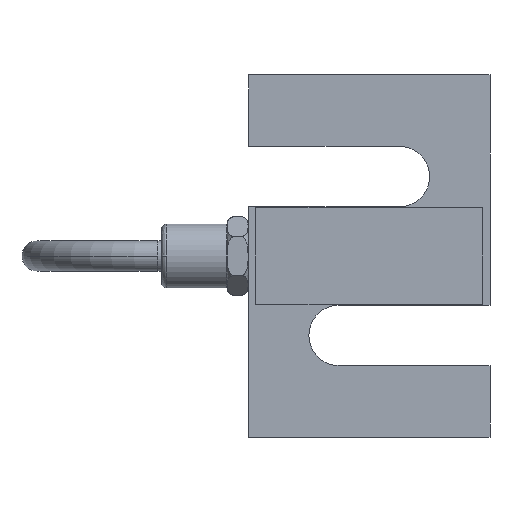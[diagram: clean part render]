
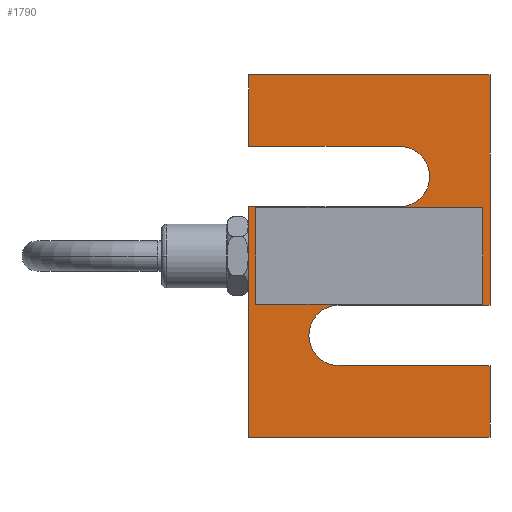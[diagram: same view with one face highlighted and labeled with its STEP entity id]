
A CAD part, front view. The second image highlights one B-rep face of the part: STEP entity #1790.
In plain terms, the highlighted planar face has unit normal (0, -1, 0).
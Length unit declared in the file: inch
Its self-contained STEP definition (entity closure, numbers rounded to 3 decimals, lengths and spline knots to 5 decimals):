
#61 = LINE ( 'NONE', #62, #63 ) ;
#62 = CARTESIAN_POINT ( 'NONE',  ( -0.93, -0.5, -1.5 ) ) ;
#63 = VECTOR ( 'NONE', #64, 39.37008 ) ;
#64 = DIRECTION ( 'NONE',  ( 0., 0., -1. ) ) ;
#184 = CARTESIAN_POINT ( 'NONE',  ( -1., -0.5, -0.5925 ) ) ;
#213 = CARTESIAN_POINT ( 'NONE',  ( -1., -0.5, -3. ) ) ;
#261 = CARTESIAN_POINT ( 'NONE',  ( 1., -0.5, 0. ) ) ;
#273 = LINE ( 'NONE', #274, #275 ) ;
#274 = CARTESIAN_POINT ( 'NONE',  ( 0., -0.5, -1.9075 ) ) ;
#275 = VECTOR ( 'NONE', #276, 39.37008 ) ;
#276 = DIRECTION ( 'NONE',  ( -1., 0., 0. ) ) ;
#396 = ORIENTED_EDGE ( 'NONE', *, *, #774, .F. ) ;
#637 = EDGE_CURVE ( 'NONE', #2000, #793, #2333, .T. ) ;
#670 = VERTEX_POINT ( 'NONE', #937 ) ;
#720 = EDGE_CURVE ( 'NONE', #1873, #1414, #1106, .T. ) ;
#721 = EDGE_CURVE ( 'NONE', #1807, #670, #1112, .T. ) ;
#741 = ORIENTED_EDGE ( 'NONE', *, *, #720, .T. ) ;
#756 = EDGE_CURVE ( 'NONE', #2020, #2000, #1623, .T. ) ;
#766 = VERTEX_POINT ( 'NONE', #1699 ) ;
#774 = EDGE_CURVE ( 'NONE', #1976, #1414, #1736, .T. ) ;
#780 = ORIENTED_EDGE ( 'NONE', *, *, #1815, .F. ) ;
#788 = EDGE_CURVE ( 'NONE', #1806, #766, #61, .T. ) ;
#793 = VERTEX_POINT ( 'NONE', #184 ) ;
#799 = VERTEX_POINT ( 'NONE', #261 ) ;
#801 = EDGE_CURVE ( 'NONE', #862, #1807, #273, .T. ) ;
#803 = ORIENTED_EDGE ( 'NONE', *, *, #1784, .F. ) ;
#830 = ORIENTED_EDGE ( 'NONE', *, *, #756, .F. ) ;
#842 = ORIENTED_EDGE ( 'NONE', *, *, #801, .F. ) ;
#862 = VERTEX_POINT ( 'NONE', #2307 ) ;
#865 = ORIENTED_EDGE ( 'NONE', *, *, #637, .F. ) ;
#872 = ORIENTED_EDGE ( 'NONE', *, *, #721, .F. ) ;
#886 = VERTEX_POINT ( 'NONE', #1220 ) ;
#893 = ORIENTED_EDGE ( 'NONE', *, *, #1092, .F. ) ;
#902 = ORIENTED_EDGE ( 'NONE', *, *, #1977, .F. ) ;
#925 = VERTEX_POINT ( 'NONE', #1650 ) ;
#937 = CARTESIAN_POINT ( 'NONE',  ( -0.25, -0.5, -2.4075 ) ) ;
#1012 = LINE ( 'NONE', #1013, #1014 ) ;
#1013 = CARTESIAN_POINT ( 'NONE',  ( 0., -0.5, -1.0925 ) ) ;
#1014 = VECTOR ( 'NONE', #1015, 39.37008 ) ;
#1015 = DIRECTION ( 'NONE',  ( 1., 0., 0. ) ) ;
#1017 = ORIENTED_EDGE ( 'NONE', *, *, #1978, .F. ) ;
#1039 = LINE ( 'NONE', #1040, #1041 ) ;
#1040 = CARTESIAN_POINT ( 'NONE',  ( 0., -0.5, -1.11 ) ) ;
#1041 = VECTOR ( 'NONE', #1042, 39.37008 ) ;
#1042 = DIRECTION ( 'NONE',  ( -1., 0., 0. ) ) ;
#1092 = EDGE_CURVE ( 'NONE', #793, #886, #1740, .T. ) ;
#1099 = CARTESIAN_POINT ( 'NONE',  ( 0.25, -0.5, -0.5925 ) ) ;
#1106 = LINE ( 'NONE', #1107, #1108 ) ;
#1107 = CARTESIAN_POINT ( 'NONE',  ( -1., -0.5, -2.04625 ) ) ;
#1108 = VECTOR ( 'NONE', #1111, 39.37008 ) ;
#1111 = DIRECTION ( 'NONE',  ( 0., 0., -1. ) ) ;
#1112 = CIRCLE ( 'NONE', #1113, 0.25 ) ;
#1113 = AXIS2_PLACEMENT_3D ( 'NONE', #1114, #1115, #1116 ) ;
#1114 = CARTESIAN_POINT ( 'NONE',  ( -0.25, -0.5, -2.1575 ) ) ;
#1115 = DIRECTION ( 'NONE',  ( 0., -1., 0. ) ) ;
#1116 = DIRECTION ( 'NONE',  ( 0., 0., -1. ) ) ;
#1220 = CARTESIAN_POINT ( 'NONE',  ( -1., -0.5, 0. ) ) ;
#1336 = CARTESIAN_POINT ( 'NONE',  ( 0.25, -0.5, -1.0925 ) ) ;
#1414 = VERTEX_POINT ( 'NONE', #213 ) ;
#1442 = LINE ( 'NONE', #1443, #1444 ) ;
#1443 = CARTESIAN_POINT ( 'NONE',  ( 0.93, -0.5, -1.5 ) ) ;
#1444 = VECTOR ( 'NONE', #1445, 39.37008 ) ;
#1445 = DIRECTION ( 'NONE',  ( 0., 0., 1. ) ) ;
#1575 = CARTESIAN_POINT ( 'NONE',  ( 0.93, -0.5, -1.11 ) ) ;
#1614 = EDGE_LOOP ( 'NONE', ( #1017, #893, #865, #830, #780, #741, #396, #1653, #902, #872, #842, #803 ) ) ;
#1623 = CIRCLE ( 'NONE', #1624, 0.25 ) ;
#1624 = AXIS2_PLACEMENT_3D ( 'NONE', #1625, #1626, #1627 ) ;
#1625 = CARTESIAN_POINT ( 'NONE',  ( 0.25, -0.5, -0.8425 ) ) ;
#1626 = DIRECTION ( 'NONE',  ( 0., -1., 0. ) ) ;
#1627 = DIRECTION ( 'NONE',  ( 0., 0., -1. ) ) ;
#1650 = CARTESIAN_POINT ( 'NONE',  ( 1., -0.5, -2.4075 ) ) ;
#1653 = ORIENTED_EDGE ( 'NONE', *, *, #1808, .F. ) ;
#1699 = CARTESIAN_POINT ( 'NONE',  ( -0.93, -0.5, -1.89 ) ) ;
#1710 = CARTESIAN_POINT ( 'NONE',  ( -1., -0.5, -1.0925 ) ) ;
#1736 = LINE ( 'NONE', #1737, #1738 ) ;
#1737 = CARTESIAN_POINT ( 'NONE',  ( 0., -0.5, -3. ) ) ;
#1738 = VECTOR ( 'NONE', #1739, 39.37008 ) ;
#1739 = DIRECTION ( 'NONE',  ( -1., 0., 0. ) ) ;
#1740 = LINE ( 'NONE', #1741, #1742 ) ;
#1741 = CARTESIAN_POINT ( 'NONE',  ( -1., -0.5, -1.5 ) ) ;
#1742 = VECTOR ( 'NONE', #1743, 39.37008 ) ;
#1743 = DIRECTION ( 'NONE',  ( 0., 0., 1. ) ) ;
#1762 = ORIENTED_EDGE ( 'NONE', *, *, #2025, .F. ) ;
#1770 = EDGE_LOOP ( 'NONE', ( #1870, #1836, #1805, #1762 ) ) ;
#1784 = EDGE_CURVE ( 'NONE', #799, #862, #2162, .T. ) ;
#1790 = ADVANCED_FACE ( 'NONE', ( #2213, #2214 ), #2215, .F. ) ;
#1805 = ORIENTED_EDGE ( 'NONE', *, *, #1819, .F. ) ;
#1806 = VERTEX_POINT ( 'NONE', #2312 ) ;
#1807 = VERTEX_POINT ( 'NONE', #2313 ) ;
#1808 = EDGE_CURVE ( 'NONE', #925, #1976, #2323, .T. ) ;
#1815 = EDGE_CURVE ( 'NONE', #1873, #2020, #1012, .T. ) ;
#1819 = EDGE_CURVE ( 'NONE', #2186, #1806, #1039, .T. ) ;
#1836 = ORIENTED_EDGE ( 'NONE', *, *, #788, .F. ) ;
#1870 = ORIENTED_EDGE ( 'NONE', *, *, #1972, .F. ) ;
#1873 = VERTEX_POINT ( 'NONE', #1710 ) ;
#1956 = VERTEX_POINT ( 'NONE', #2166 ) ;
#1972 = EDGE_CURVE ( 'NONE', #766, #1956, #2297, .T. ) ;
#1976 = VERTEX_POINT ( 'NONE', #2314 ) ;
#1977 = EDGE_CURVE ( 'NONE', #670, #925, #2315, .T. ) ;
#1978 = EDGE_CURVE ( 'NONE', #886, #799, #2319, .T. ) ;
#2000 = VERTEX_POINT ( 'NONE', #1099 ) ;
#2020 = VERTEX_POINT ( 'NONE', #1336 ) ;
#2025 = EDGE_CURVE ( 'NONE', #1956, #2186, #1442, .T. ) ;
#2162 = LINE ( 'NONE', #2163, #2164 ) ;
#2163 = CARTESIAN_POINT ( 'NONE',  ( 1., -0.5, -1.5 ) ) ;
#2164 = VECTOR ( 'NONE', #2165, 39.37008 ) ;
#2165 = DIRECTION ( 'NONE',  ( 0., 0., -1. ) ) ;
#2166 = CARTESIAN_POINT ( 'NONE',  ( 0.93, -0.5, -1.89 ) ) ;
#2186 = VERTEX_POINT ( 'NONE', #1575 ) ;
#2213 = FACE_BOUND ( 'NONE', #1770, .T. ) ;
#2214 = FACE_OUTER_BOUND ( 'NONE', #1614, .T. ) ;
#2215 = PLANE ( 'NONE',  #2216 ) ;
#2216 = AXIS2_PLACEMENT_3D ( 'NONE', #2217, #2218, #2219 ) ;
#2217 = CARTESIAN_POINT ( 'NONE',  ( 1., -0.5, -3. ) ) ;
#2218 = DIRECTION ( 'NONE',  ( 0., 1., 0. ) ) ;
#2219 = DIRECTION ( 'NONE',  ( -1., 0., 0. ) ) ;
#2297 = LINE ( 'NONE', #2298, #2299 ) ;
#2298 = CARTESIAN_POINT ( 'NONE',  ( 0., -0.5, -1.89 ) ) ;
#2299 = VECTOR ( 'NONE', #2300, 39.37008 ) ;
#2300 = DIRECTION ( 'NONE',  ( 1., 0., 0. ) ) ;
#2307 = CARTESIAN_POINT ( 'NONE',  ( 1., -0.5, -1.9075 ) ) ;
#2312 = CARTESIAN_POINT ( 'NONE',  ( -0.93, -0.5, -1.11 ) ) ;
#2313 = CARTESIAN_POINT ( 'NONE',  ( -0.25, -0.5, -1.9075 ) ) ;
#2314 = CARTESIAN_POINT ( 'NONE',  ( 1., -0.5, -3. ) ) ;
#2315 = LINE ( 'NONE', #2316, #2317 ) ;
#2316 = CARTESIAN_POINT ( 'NONE',  ( 0., -0.5, -2.4075 ) ) ;
#2317 = VECTOR ( 'NONE', #2318, 39.37008 ) ;
#2318 = DIRECTION ( 'NONE',  ( 1., 0., 0. ) ) ;
#2319 = LINE ( 'NONE', #2320, #2321 ) ;
#2320 = CARTESIAN_POINT ( 'NONE',  ( 0., -0.5, 0. ) ) ;
#2321 = VECTOR ( 'NONE', #2322, 39.37008 ) ;
#2322 = DIRECTION ( 'NONE',  ( 1., 0., 0. ) ) ;
#2323 = LINE ( 'NONE', #2324, #2325 ) ;
#2324 = CARTESIAN_POINT ( 'NONE',  ( 1., -0.5, -1.5 ) ) ;
#2325 = VECTOR ( 'NONE', #2326, 39.37008 ) ;
#2326 = DIRECTION ( 'NONE',  ( 0., 0., -1. ) ) ;
#2333 = LINE ( 'NONE', #2334, #2335 ) ;
#2334 = CARTESIAN_POINT ( 'NONE',  ( 0., -0.5, -0.5925 ) ) ;
#2335 = VECTOR ( 'NONE', #2336, 39.37008 ) ;
#2336 = DIRECTION ( 'NONE',  ( -1., 0., 0. ) ) ;
